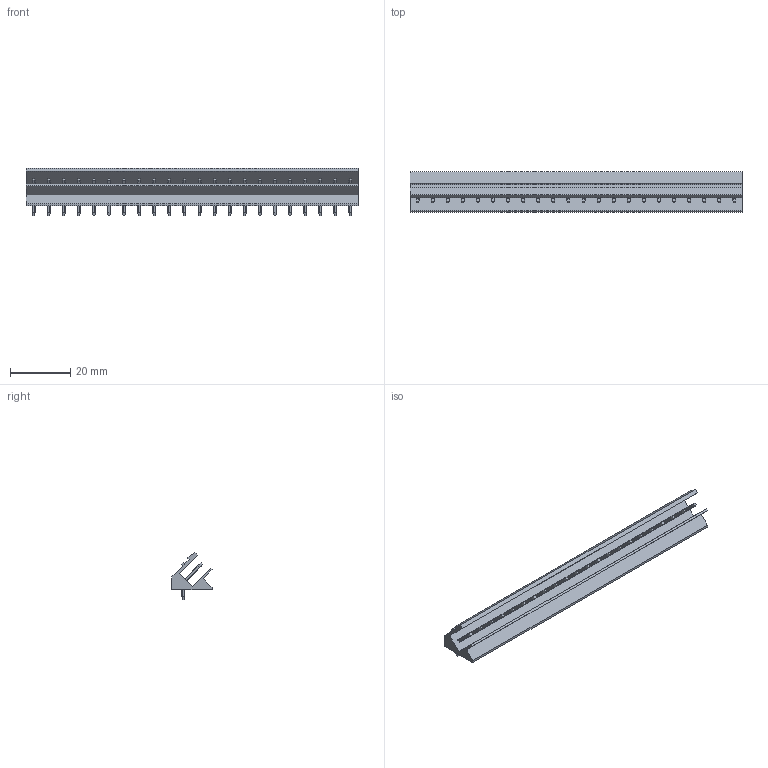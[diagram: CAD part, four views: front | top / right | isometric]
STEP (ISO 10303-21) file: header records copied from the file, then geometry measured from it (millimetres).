
FILE_DESCRIPTION(('CATIA V5 STEP Exchange','CAx-IF Rec.Pracs.--- Model Styling and Organization---1.2---2011-12-15'),'2;1');
FILE_NAME ('D1453864_0_1630450000_1630450000.stp','2018-10-13T03:46:02+00:00',('none'),('Weidmueller'),'CATIA Version 5-6 Release 2014','CATIA V5 STEP AP214','none');
FILE_SCHEMA(('AUTOMOTIVE_DESIGN { 1 0 10303 214 1 1 1 1 }'));
Length unit declared in the file: millimetre
Products named in the file (1): 1630450000
Bounding box: 110 x 13.3 x 15.63 mm (x, y, z)
Volume: 6562.1 mm3; surface area: 8713.9 mm2
Topology: 23 solids, 23 shells, 858 faces, 2260 edges, 1448 vertices
Faces by surface type: plane 504, cylinder 354
Entity records: 31168 total; most frequent: CARTESIAN_POINT 11972, ORIENTED_EDGE 4520, DIRECTION 2828, EDGE_CURVE 2254, VECTOR 1550, LINE 1550, VERTEX_POINT 1440, EDGE_LOOP 902
